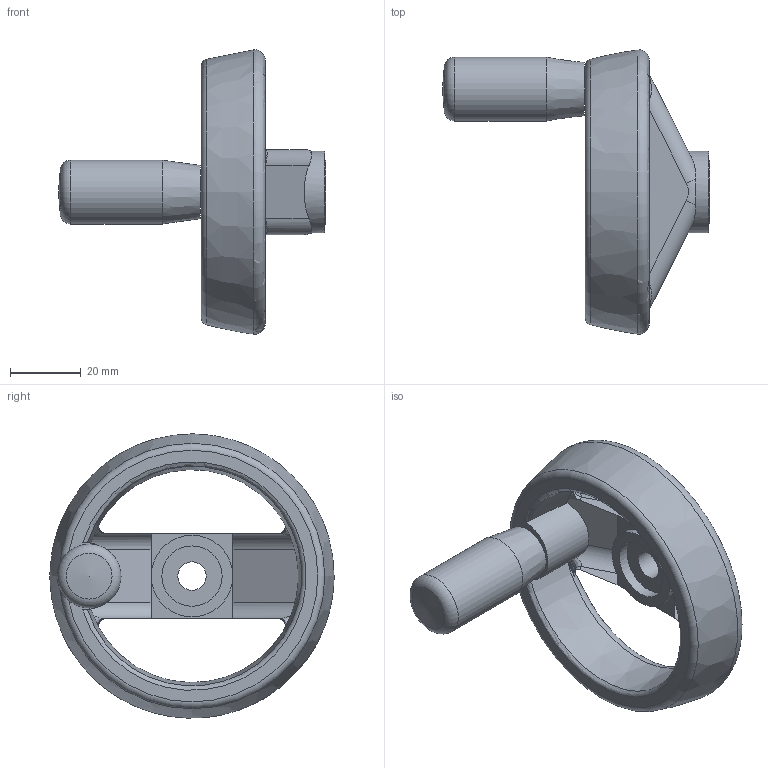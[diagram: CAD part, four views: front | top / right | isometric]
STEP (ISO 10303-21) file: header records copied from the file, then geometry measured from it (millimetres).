
FILE_DESCRIPTION(/* description */ (''),/* implementation_level */ '2;1');
FILE_NAME(/* name */ 'TW80',/* time_stamp */ '2012-11-23T16:24:20+08:00',/* author */ (''),/* organization */ (''),/* preprocessor_version */ 'ST-DEVELOPER v9',/* originating_system */ 'UGS - NX 4.0',/* authorisation */ '');
FILE_SCHEMA (('CONFIG_CONTROL_DESIGN'));
Length unit declared in the file: millimetre
Products named in the file (1): Admi713Fxm06
Bounding box: 75.25 x 80.1 x 80.11 mm (x, y, z)
Volume: 58783.2 mm3; surface area: 17996.5 mm2
Topology: 1 solids, 1 shells, 53 faces, 134 edges, 84 vertices
Faces by surface type: plane 15, cylinder 14, bspline 13, torus 8, cone 2, sphere 1
Full cylindrical faces by diameter (mm): 8 x2, 17 x1, 18 x2, 23 x2
Entity records: 1947 total; most frequent: CARTESIAN_POINT 745, ORIENTED_EDGE 230, DIRECTION 216, EDGE_CURVE 115, AXIS2_PLACEMENT_3D 97, VERTEX_POINT 78, EDGE_LOOP 73, ADVANCED_FACE 53
